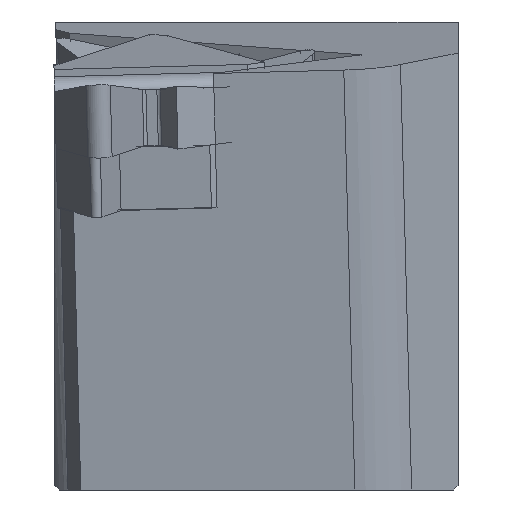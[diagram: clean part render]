
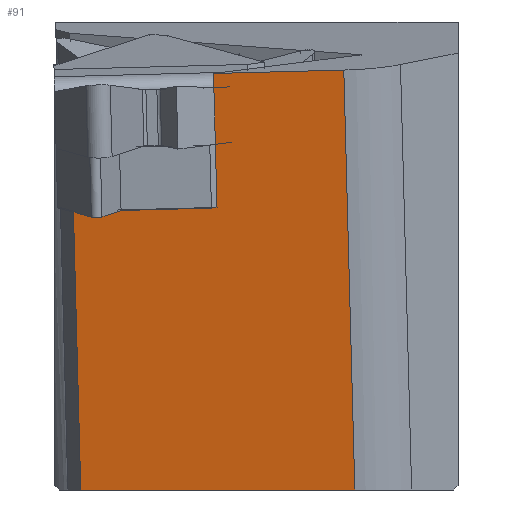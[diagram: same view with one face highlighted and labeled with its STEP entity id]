
A CAD part, left-side view. The second image highlights one B-rep face of the part: STEP entity #91.
In plain terms, the highlighted planar face has unit normal (-0.985, -0.004, -0.174).
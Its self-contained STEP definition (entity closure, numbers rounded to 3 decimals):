
#91=ADVANCED_FACE('',(#236),#172,.F.);
#172=PLANE('',#1549);
#236=FACE_OUTER_BOUND('',#317,.T.);
#317=EDGE_LOOP('',(#779,#780,#781,#782,#783,#784,#785));
#405=LINE('',#2103,#581);
#419=LINE('',#2132,#595);
#420=LINE('',#2135,#596);
#421=LINE('',#2137,#597);
#422=LINE('',#2139,#598);
#423=LINE('',#2141,#599);
#424=LINE('',#2142,#600);
#581=VECTOR('',#1683,1.);
#595=VECTOR('',#1703,1.);
#596=VECTOR('',#1704,1.);
#597=VECTOR('',#1705,1.);
#598=VECTOR('',#1706,1.);
#599=VECTOR('',#1707,1.);
#600=VECTOR('',#1708,1.);
#779=ORIENTED_EDGE('',*,*,#1336,.T.);
#780=ORIENTED_EDGE('',*,*,#1337,.T.);
#781=ORIENTED_EDGE('',*,*,#1338,.F.);
#782=ORIENTED_EDGE('',*,*,#1339,.F.);
#783=ORIENTED_EDGE('',*,*,#1340,.F.);
#784=ORIENTED_EDGE('',*,*,#1321,.F.);
#785=ORIENTED_EDGE('',*,*,#1341,.T.);
#1182=VERTEX_POINT('',#2102);
#1183=VERTEX_POINT('',#2104);
#1195=VERTEX_POINT('',#2133);
#1196=VERTEX_POINT('',#2134);
#1197=VERTEX_POINT('',#2136);
#1198=VERTEX_POINT('',#2138);
#1199=VERTEX_POINT('',#2140);
#1321=EDGE_CURVE('',#1182,#1183,#405,.T.);
#1336=EDGE_CURVE('',#1195,#1196,#419,.T.);
#1337=EDGE_CURVE('',#1196,#1197,#420,.T.);
#1338=EDGE_CURVE('',#1198,#1197,#421,.T.);
#1339=EDGE_CURVE('',#1199,#1198,#422,.T.);
#1340=EDGE_CURVE('',#1183,#1199,#423,.T.);
#1341=EDGE_CURVE('',#1182,#1195,#424,.T.);
#1549=AXIS2_PLACEMENT_3D('',#2143,#1709,#1710);
#1683=DIRECTION('',(0.,-1.,0.026));
#1703=DIRECTION('',(0.174,-0.026,-0.984));
#1704=DIRECTION('',(0.,1.,-0.026));
#1705=DIRECTION('',(-0.174,0.026,0.984));
#1706=DIRECTION('',(-0.005,1.,0.));
#1707=DIRECTION('',(0.174,-0.026,-0.984));
#1708=DIRECTION('',(0.174,-0.026,-0.984));
#1709=DIRECTION('',(0.985,0.005,0.174));
#1710=DIRECTION('',(0.174,0.,-0.985));
#2102=CARTESIAN_POINT('',(3.765,15.156,0.81));
#2103=CARTESIAN_POINT('',(3.765,24.051,0.577));
#2104=CARTESIAN_POINT('',(3.765,7.081,1.021));
#2132=CARTESIAN_POINT('',(3.492,15.196,2.355));
#2133=CARTESIAN_POINT('',(4.54,15.041,-3.581));
#2134=CARTESIAN_POINT('',(5.229,14.938,-7.489));
#2135=CARTESIAN_POINT('',(5.229,23.834,-7.722));
#2136=CARTESIAN_POINT('',(5.229,23.834,-7.722));
#2137=CARTESIAN_POINT('',(10.659,23.028,-38.507));
#2138=CARTESIAN_POINT('',(8.277,23.381,-25.));
#2139=CARTESIAN_POINT('',(8.278,23.017,-25.));
#2140=CARTESIAN_POINT('',(8.355,6.4,-25.));
#2141=CARTESIAN_POINT('',(10.659,6.058,-38.062));
#2142=CARTESIAN_POINT('',(3.492,15.196,2.355));
#2143=CARTESIAN_POINT('',(10.659,23.028,-38.507));
